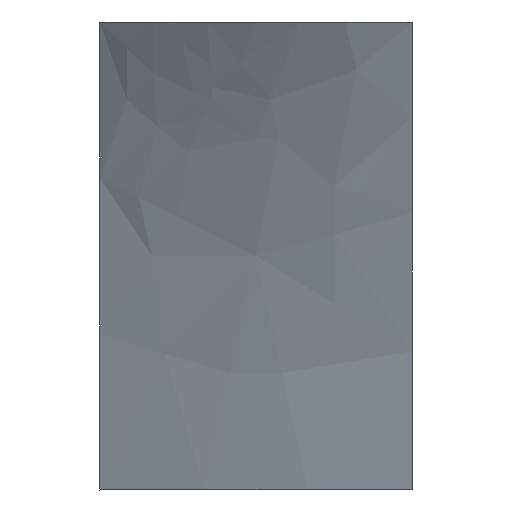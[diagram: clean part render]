
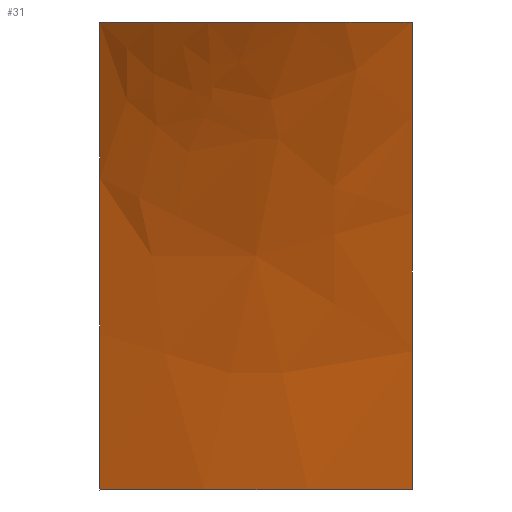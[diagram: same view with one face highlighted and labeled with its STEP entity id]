
A CAD part, top view. The second image highlights one B-rep face of the part: STEP entity #31.
In plain terms, the highlighted free-form (B-spline) face has degree [2, 2] with [3, 3] control points.
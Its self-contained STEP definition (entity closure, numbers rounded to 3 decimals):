
#12=FACE_OUTER_BOUND('',#13,.T.);
#13=EDGE_LOOP('',(#26,#27,#28,#29));
#14=B_SPLINE_CURVE_WITH_KNOTS('',3,(#49,#50,#51,#52),.UNSPECIFIED.,.F.,
 .F.,(4,4),(0.,1.),.UNSPECIFIED.);
#15=B_SPLINE_CURVE_WITH_KNOTS('',3,(#54,#55,#56,#57),.UNSPECIFIED.,.F.,
 .F.,(4,4),(0.,1.),.UNSPECIFIED.);
#16=B_SPLINE_CURVE_WITH_KNOTS('',3,(#59,#60,#61,#62),.UNSPECIFIED.,.F.,
 .F.,(4,4),(0.,1.),.UNSPECIFIED.);
#17=B_SPLINE_CURVE_WITH_KNOTS('',3,(#63,#64,#65,#66),.UNSPECIFIED.,.F.,
 .F.,(4,4),(0.,1.),.UNSPECIFIED.);
#18=VERTEX_POINT('',#47);
#19=VERTEX_POINT('',#48);
#20=VERTEX_POINT('',#53);
#21=VERTEX_POINT('',#58);
#22=EDGE_CURVE('',#18,#19,#14,.T.);
#23=EDGE_CURVE('',#19,#20,#15,.T.);
#24=EDGE_CURVE('',#21,#20,#16,.T.);
#25=EDGE_CURVE('',#18,#21,#17,.T.);
#26=ORIENTED_EDGE('',*,*,#22,.T.);
#27=ORIENTED_EDGE('',*,*,#23,.T.);
#28=ORIENTED_EDGE('',*,*,#24,.F.);
#29=ORIENTED_EDGE('',*,*,#25,.F.);
#30=B_SPLINE_SURFACE_WITH_KNOTS('',2,2,((#38,#39,#40),(#41,#42,#43),(#44,
#45,#46)),.UNSPECIFIED.,.F.,.F.,.F.,(3,3),(3,3),(0.,1.),(0.,1.),
 .UNSPECIFIED.);
#31=ADVANCED_FACE('',(#12),#30,.T.);
#38=CARTESIAN_POINT('Ctrl Pts',(-250.902,-375.732,3.436));
#39=CARTESIAN_POINT('Ctrl Pts',(-250.902,0.,100.446));
#40=CARTESIAN_POINT('Ctrl Pts',(-250.902,375.732,149.291));
#41=CARTESIAN_POINT('Ctrl Pts',(0.,-375.732,60.336));
#42=CARTESIAN_POINT('Ctrl Pts',(0.,0.,138.263));
#43=CARTESIAN_POINT('Ctrl Pts',(0.,375.732,378.355));
#44=CARTESIAN_POINT('Ctrl Pts',(250.902,-375.732,49.365));
#45=CARTESIAN_POINT('Ctrl Pts',(250.902,0.,138.104));
#46=CARTESIAN_POINT('Ctrl Pts',(250.902,375.732,318.482));
#47=CARTESIAN_POINT('',(-250.902,-375.732,3.436));
#48=CARTESIAN_POINT('',(250.902,-375.732,49.365));
#49=CARTESIAN_POINT('Ctrl Pts',(-250.902,-375.732,3.436));
#50=CARTESIAN_POINT('Ctrl Pts',(-83.634,-375.732,41.369));
#51=CARTESIAN_POINT('Ctrl Pts',(83.634,-375.732,56.679));
#52=CARTESIAN_POINT('Ctrl Pts',(250.902,-375.732,49.365));
#53=CARTESIAN_POINT('',(250.902,375.732,318.482));
#54=CARTESIAN_POINT('Ctrl Pts',(250.902,-375.732,49.365));
#55=CARTESIAN_POINT('Ctrl Pts',(250.902,-125.244,108.524));
#56=CARTESIAN_POINT('Ctrl Pts',(250.902,125.244,198.23));
#57=CARTESIAN_POINT('Ctrl Pts',(250.902,375.732,318.482));
#58=CARTESIAN_POINT('',(-250.902,375.732,149.291));
#59=CARTESIAN_POINT('Ctrl Pts',(-250.902,375.732,149.291));
#60=CARTESIAN_POINT('Ctrl Pts',(-83.634,375.732,302.));
#61=CARTESIAN_POINT('Ctrl Pts',(83.634,375.732,358.397));
#62=CARTESIAN_POINT('Ctrl Pts',(250.902,375.732,318.482));
#63=CARTESIAN_POINT('Ctrl Pts',(-250.902,-375.732,3.436));
#64=CARTESIAN_POINT('Ctrl Pts',(-250.902,-125.244,68.109));
#65=CARTESIAN_POINT('Ctrl Pts',(-250.902,125.244,116.728));
#66=CARTESIAN_POINT('Ctrl Pts',(-250.902,375.732,149.291));
